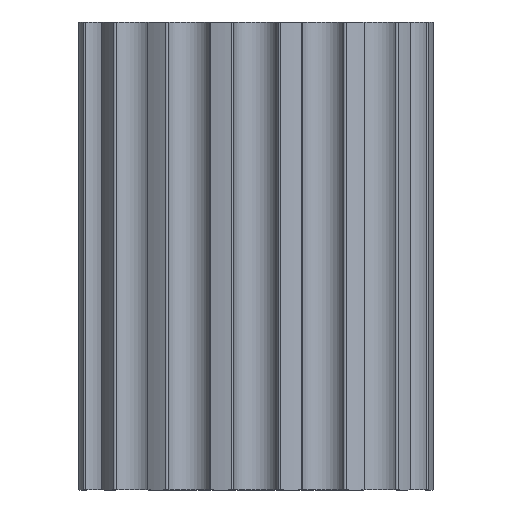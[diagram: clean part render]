
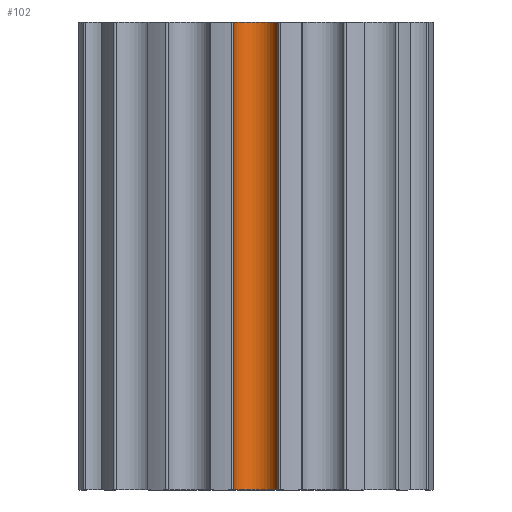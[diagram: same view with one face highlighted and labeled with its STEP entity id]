
A CAD part, front view. The second image highlights one B-rep face of the part: STEP entity #102.
In plain terms, the highlighted cylindrical face has radius 0.9 mm (diameter 1.8 mm), a partial arc.
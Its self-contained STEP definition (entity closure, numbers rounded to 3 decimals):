
#36 = EDGE_CURVE ( 'NONE', #828, #829, #1000, .T. ) ;
#102 = ADVANCED_FACE ( 'NONE', ( #1108 ), #1572, .F. ) ;
#270 = ORIENTED_EDGE ( 'NONE', *, *, #36, .T. ) ;
#271 = ORIENTED_EDGE ( 'NONE', *, *, #545, .F. ) ;
#272 = ORIENTED_EDGE ( 'NONE', *, *, #460, .T. ) ;
#273 = ORIENTED_EDGE ( 'NONE', *, *, #544, .T. ) ;
#362 = EDGE_LOOP ( 'NONE', ( #270, #271, #272, #273 ) ) ;
#460 = EDGE_CURVE ( 'NONE', #887, #886, #1659, .T. ) ;
#544 = EDGE_CURVE ( 'NONE', #886, #828, #1790, .T. ) ;
#545 = EDGE_CURVE ( 'NONE', #887, #829, #1792, .T. ) ;
#599 = AXIS2_PLACEMENT_3D ( 'NONE', #1204, #1205, #1206 ) ;
#666 = AXIS2_PLACEMENT_3D ( 'NONE', #1403, #1404, #1402 ) ;
#828 = VERTEX_POINT ( 'NONE', #2220 ) ;
#829 = VERTEX_POINT ( 'NONE', #2225 ) ;
#886 = VERTEX_POINT ( 'NONE', #2282 ) ;
#887 = VERTEX_POINT ( 'NONE', #2283 ) ;
#1000 = CIRCLE ( 'NONE', #599, 0.9 ) ;
#1108 = FACE_OUTER_BOUND ( 'NONE', #362, .T. ) ;
#1204 = CARTESIAN_POINT ( 'NONE',  ( 0., -7.12, -9.5 ) ) ;
#1205 = DIRECTION ( 'NONE',  ( 0., 0., -1. ) ) ;
#1206 = DIRECTION ( 'NONE',  ( -1., 0., 0. ) ) ;
#1402 = DIRECTION ( 'NONE',  ( 1., 0., 0. ) ) ;
#1403 = CARTESIAN_POINT ( 'NONE',  ( 0., -7.12, 9.754 ) ) ;
#1404 = DIRECTION ( 'NONE',  ( 0., 0., -1. ) ) ;
#1572 = CYLINDRICAL_SURFACE ( 'NONE', #666, 0.9 ) ;
#1659 = CIRCLE ( 'NONE', #1885, 0.9 ) ;
#1790 = LINE ( 'NONE', #2175, #1793 ) ;
#1792 = LINE ( 'NONE', #2177, #1795 ) ;
#1793 = VECTOR ( 'NONE', #2176, 1000. ) ;
#1795 = VECTOR ( 'NONE', #2178, 1000. ) ;
#1885 = AXIS2_PLACEMENT_3D ( 'NONE', #1972, #1973, #1974 ) ;
#1972 = CARTESIAN_POINT ( 'NONE',  ( 0., -7.12, 9.5 ) ) ;
#1973 = DIRECTION ( 'NONE',  ( 0., 0., 1. ) ) ;
#1974 = DIRECTION ( 'NONE',  ( 1., 0., 0. ) ) ;
#2175 = CARTESIAN_POINT ( 'NONE',  ( -0.9, -7.12, 9.754 ) ) ;
#2176 = DIRECTION ( 'NONE',  ( 0., 0., -1. ) ) ;
#2177 = CARTESIAN_POINT ( 'NONE',  ( 0.9, -7.12, 9.754 ) ) ;
#2178 = DIRECTION ( 'NONE',  ( 0., 0., -1. ) ) ;
#2220 = CARTESIAN_POINT ( 'NONE',  ( -0.9, -7.12, -9.5 ) ) ;
#2225 = CARTESIAN_POINT ( 'NONE',  ( 0.9, -7.12, -9.5 ) ) ;
#2282 = CARTESIAN_POINT ( 'NONE',  ( -0.9, -7.12, 9.5 ) ) ;
#2283 = CARTESIAN_POINT ( 'NONE',  ( 0.9, -7.12, 9.5 ) ) ;
